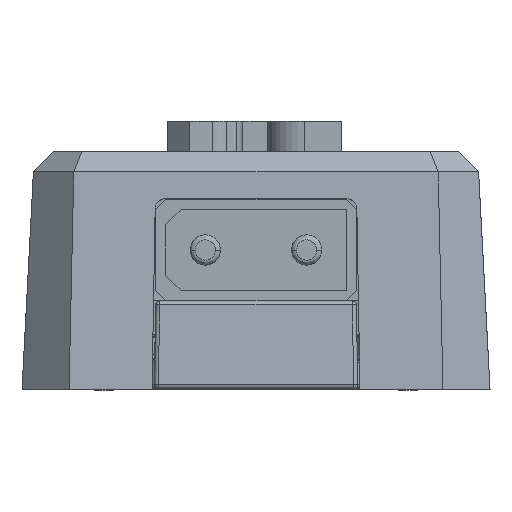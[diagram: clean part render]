
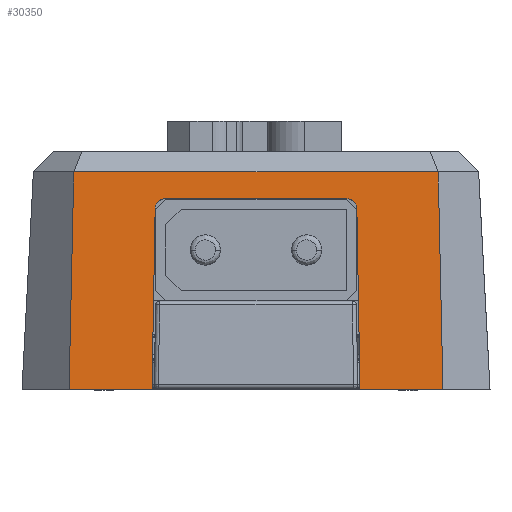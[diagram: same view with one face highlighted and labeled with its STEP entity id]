
A CAD part, left-side view. The second image highlights one B-rep face of the part: STEP entity #30350.
In plain terms, the highlighted face is planar.
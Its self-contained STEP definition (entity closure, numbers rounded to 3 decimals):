
#802 = VERTEX_POINT ( 'NONE', #22149 ) ;
#1486 = VECTOR ( 'NONE', #28707, 1000. ) ;
#1817 = ORIENTED_EDGE ( 'NONE', *, *, #13922, .T. ) ;
#1846 = LINE ( 'NONE', #26287, #10502 ) ;
#1943 = AXIS2_PLACEMENT_3D ( 'NONE', #13982, #11990, #12776 ) ;
#2327 = EDGE_CURVE ( 'NONE', #9070, #13235, #32567, .T. ) ;
#3285 = CARTESIAN_POINT ( 'NONE',  ( -26.283, 9.404, 0. ) ) ;
#3368 = ORIENTED_EDGE ( 'NONE', *, *, #22074, .T. ) ;
#3611 = CARTESIAN_POINT ( 'NONE',  ( -26.283, 9.404, 4.767 ) ) ;
#4532 = EDGE_LOOP ( 'NONE', ( #3368, #4935, #32281, #19926, #31618, #30146, #16685, #7486, #1817, #21060 ) ) ;
#4586 = CARTESIAN_POINT ( 'NONE',  ( -26.775, 0., 5.133 ) ) ;
#4931 = CARTESIAN_POINT ( 'NONE',  ( -26.308, 8.913, 4.978 ) ) ;
#4935 = ORIENTED_EDGE ( 'NONE', *, *, #15252, .T. ) ;
#5231 = VERTEX_POINT ( 'NONE', #22198 ) ;
#6123 = CARTESIAN_POINT ( 'NONE',  ( -26.214, 10.715, 8.995 ) ) ;
#7486 = ORIENTED_EDGE ( 'NONE', *, *, #2327, .F. ) ;
#7929 = VERTEX_POINT ( 'NONE', #30075 ) ;
#8994 = EDGE_CURVE ( 'NONE', #24245, #20835, #30714, .T. ) ;
#9070 = VERTEX_POINT ( 'NONE', #20394 ) ;
#10137 = EDGE_CURVE ( 'NONE', #802, #5231, #19980, .T. ) ;
#10502 = VECTOR ( 'NONE', #31262, 1000. ) ;
#10773 = LINE ( 'NONE', #19776, #31673 ) ;
#11990 = DIRECTION ( 'NONE',  ( -0.999, 0.052, 0. ) ) ;
#12501 = EDGE_CURVE ( 'NONE', #20835, #22497, #10773, .T. ) ;
#12776 = DIRECTION ( 'NONE',  ( -0.052, -0.999, 0. ) ) ;
#13235 = VERTEX_POINT ( 'NONE', #6123 ) ;
#13847 = DIRECTION ( 'NONE',  ( -0.052, -0.998, 0.022 ) ) ;
#13922 = EDGE_CURVE ( 'NONE', #9070, #18979, #15048, .T. ) ;
#13982 = CARTESIAN_POINT ( 'NONE',  ( -26.225, 10.504, 0. ) ) ;
#14188 = CARTESIAN_POINT ( 'NONE',  ( -26.775, 0., 9.228 ) ) ;
#14652 = CARTESIAN_POINT ( 'NONE',  ( -26.214, 10.715, -8.995 ) ) ;
#14959 = DIRECTION ( 'NONE',  ( 0., 0., 1. ) ) ;
#15048 = LINE ( 'NONE', #14652, #16629 ) ;
#15252 = EDGE_CURVE ( 'NONE', #23752, #802, #31427, .T. ) ;
#15941 = CARTESIAN_POINT ( 'NONE',  ( -26.283, 9.404, 4.478 ) ) ;
#16422 = VECTOR ( 'NONE', #18660, 1000. ) ;
#16599 = FACE_OUTER_BOUND ( 'NONE', #4532, .T. ) ;
#16629 = VECTOR ( 'NONE', #32079, 1000. ) ;
#16685 = ORIENTED_EDGE ( 'NONE', *, *, #19152, .F. ) ;
#16802 = CARTESIAN_POINT ( 'NONE',  ( -26.308, 8.913, 4.978 ) ) ;
#18065 = LINE ( 'NONE', #27610, #28691 ) ;
#18104 = CARTESIAN_POINT ( 'NONE',  ( -26.308, 8.913, -4.978 ) ) ;
#18660 = DIRECTION ( 'NONE',  ( 0., 0., 1. ) ) ;
#18979 = VERTEX_POINT ( 'NONE', #27249 ) ;
#19152 = EDGE_CURVE ( 'NONE', #13235, #22497, #19713, .T. ) ;
#19713 = LINE ( 'NONE', #28959, #29184 ) ;
#19776 = CARTESIAN_POINT ( 'NONE',  ( -26.775, 0., 0. ) ) ;
#19926 = ORIENTED_EDGE ( 'NONE', *, *, #19959, .T. ) ;
#19959 = EDGE_CURVE ( 'NONE', #5231, #24245, #20106, .T. ) ;
#19980 = LINE ( 'NONE', #3285, #1486 ) ;
#20106 =( BOUNDED_CURVE ( )  B_SPLINE_CURVE ( 3, ( #15941, #3611, #29272, #16802 ),
 .UNSPECIFIED., .F., .F. ) 
 B_SPLINE_CURVE_WITH_KNOTS ( ( 4, 4 ),
 ( 3.142, 4.695 ),
 .UNSPECIFIED. ) 
 CURVE ( )  GEOMETRIC_REPRESENTATION_ITEM ( )  RATIONAL_B_SPLINE_CURVE ( ( 1., 0.809, 0.809, 1. ) ) 
 REPRESENTATION_ITEM ( '' )  );
#20394 = CARTESIAN_POINT ( 'NONE',  ( -26.214, 10.715, -8.995 ) ) ;
#20560 = EDGE_CURVE ( 'NONE', #18979, #7929, #18065, .T. ) ;
#20835 = VERTEX_POINT ( 'NONE', #4586 ) ;
#21060 = ORIENTED_EDGE ( 'NONE', *, *, #20560, .T. ) ;
#21213 = CARTESIAN_POINT ( 'NONE',  ( -26.283, 9.404, -4.478 ) ) ;
#21944 = PLANE ( 'NONE',  #1943 ) ;
#22074 = EDGE_CURVE ( 'NONE', #7929, #23752, #1846, .T. ) ;
#22149 = CARTESIAN_POINT ( 'NONE',  ( -26.283, 9.404, -4.478 ) ) ;
#22198 = CARTESIAN_POINT ( 'NONE',  ( -26.283, 9.404, 4.478 ) ) ;
#22497 = VERTEX_POINT ( 'NONE', #14188 ) ;
#23752 = VERTEX_POINT ( 'NONE', #18104 ) ;
#23973 = CARTESIAN_POINT ( 'NONE',  ( -26.308, 8.913, -4.978 ) ) ;
#24075 = CARTESIAN_POINT ( 'NONE',  ( -26.293, 9.202, -4.973 ) ) ;
#24245 = VERTEX_POINT ( 'NONE', #4931 ) ;
#24809 = VECTOR ( 'NONE', #28001, 1000. ) ;
#25469 = CARTESIAN_POINT ( 'NONE',  ( -26.308, 8.913, 4.978 ) ) ;
#26287 = CARTESIAN_POINT ( 'NONE',  ( -26.775, 0., -5.133 ) ) ;
#27249 = CARTESIAN_POINT ( 'NONE',  ( -26.775, 0., -9.228 ) ) ;
#27610 = CARTESIAN_POINT ( 'NONE',  ( -26.775, 0., 0. ) ) ;
#28001 = DIRECTION ( 'NONE',  ( -0.052, -0.998, 0.017 ) ) ;
#28691 = VECTOR ( 'NONE', #14959, 1000. ) ;
#28707 = DIRECTION ( 'NONE',  ( 0., 0., 1. ) ) ;
#28923 = CARTESIAN_POINT ( 'NONE',  ( -26.214, 10.715, 0. ) ) ;
#28959 = CARTESIAN_POINT ( 'NONE',  ( -26.214, 10.715, 8.995 ) ) ;
#29184 = VECTOR ( 'NONE', #13847, 1000. ) ;
#29272 = CARTESIAN_POINT ( 'NONE',  ( -26.293, 9.202, 4.973 ) ) ;
#30075 = CARTESIAN_POINT ( 'NONE',  ( -26.775, 0., -5.133 ) ) ;
#30146 = ORIENTED_EDGE ( 'NONE', *, *, #12501, .T. ) ;
#30350 = ADVANCED_FACE ( 'NONE', ( #16599 ), #21944, .T. ) ;
#30714 = LINE ( 'NONE', #25469, #24809 ) ;
#31262 = DIRECTION ( 'NONE',  ( 0.052, 0.998, 0.017 ) ) ;
#31427 =( BOUNDED_CURVE ( )  B_SPLINE_CURVE ( 3, ( #23973, #24075, #31664, #21213 ),
 .UNSPECIFIED., .F., .T. ) 
 B_SPLINE_CURVE_WITH_KNOTS ( ( 4, 4 ),
 ( 1.588, 3.142 ),
 .UNSPECIFIED. ) 
 CURVE ( )  GEOMETRIC_REPRESENTATION_ITEM ( )  RATIONAL_B_SPLINE_CURVE ( ( 1., 0.809, 0.809, 1. ) ) 
 REPRESENTATION_ITEM ( '' )  );
#31618 = ORIENTED_EDGE ( 'NONE', *, *, #8994, .T. ) ;
#31664 = CARTESIAN_POINT ( 'NONE',  ( -26.283, 9.404, -4.767 ) ) ;
#31673 = VECTOR ( 'NONE', #32026, 1000. ) ;
#32026 = DIRECTION ( 'NONE',  ( 0., 0., 1. ) ) ;
#32079 = DIRECTION ( 'NONE',  ( -0.052, -0.998, -0.022 ) ) ;
#32281 = ORIENTED_EDGE ( 'NONE', *, *, #10137, .T. ) ;
#32567 = LINE ( 'NONE', #28923, #16422 ) ;
